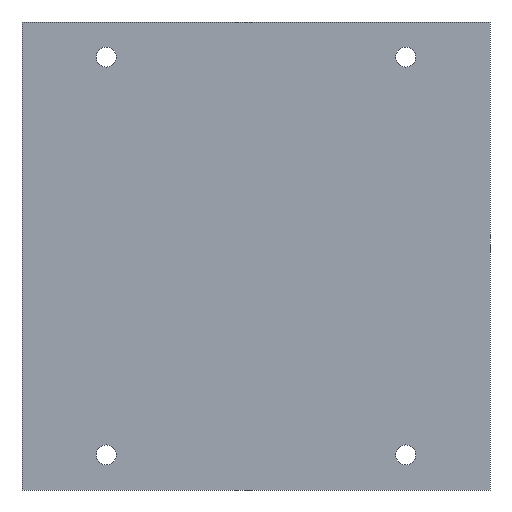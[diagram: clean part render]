
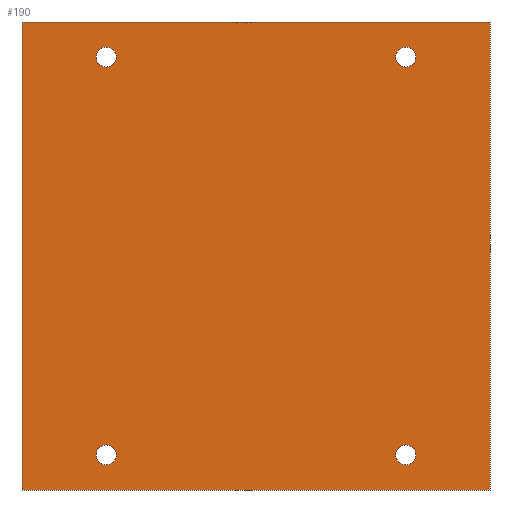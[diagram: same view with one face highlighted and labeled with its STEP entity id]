
A CAD part, front view. The second image highlights one B-rep face of the part: STEP entity #190.
In plain terms, the highlighted planar face has unit normal (0, -1, 0).
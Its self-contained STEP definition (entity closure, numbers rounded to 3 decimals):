
#20=CIRCLE('',#211,1.5);
#22=CIRCLE('',#214,1.5);
#24=CIRCLE('',#217,1.5);
#26=CIRCLE('',#220,1.5);
#56=ORIENTED_EDGE('',*,*,#88,.T.);
#57=ORIENTED_EDGE('',*,*,#86,.T.);
#58=ORIENTED_EDGE('',*,*,#84,.T.);
#59=ORIENTED_EDGE('',*,*,#82,.T.);
#60=ORIENTED_EDGE('',*,*,#74,.T.);
#61=ORIENTED_EDGE('',*,*,#78,.T.);
#62=ORIENTED_EDGE('',*,*,#81,.T.);
#63=ORIENTED_EDGE('',*,*,#91,.T.);
#74=EDGE_CURVE('',#95,#94,#110,.T.);
#78=EDGE_CURVE('',#94,#97,#114,.T.);
#81=EDGE_CURVE('',#97,#99,#117,.T.);
#82=EDGE_CURVE('',#100,#100,#20,.T.);
#84=EDGE_CURVE('',#102,#102,#22,.T.);
#86=EDGE_CURVE('',#104,#104,#24,.T.);
#88=EDGE_CURVE('',#106,#106,#26,.T.);
#91=EDGE_CURVE('',#99,#95,#119,.T.);
#94=VERTEX_POINT('',#281);
#95=VERTEX_POINT('',#283);
#97=VERTEX_POINT('',#289);
#99=VERTEX_POINT('',#295);
#100=VERTEX_POINT('',#299);
#102=VERTEX_POINT('',#304);
#104=VERTEX_POINT('',#309);
#106=VERTEX_POINT('',#314);
#110=LINE('',#282,#122);
#114=LINE('',#290,#126);
#117=LINE('',#296,#129);
#119=LINE('',#319,#131);
#122=VECTOR('',#231,1000.);
#126=VECTOR('',#237,1000.);
#129=VECTOR('',#242,1000.);
#131=VECTOR('',#270,1000.);
#144=EDGE_LOOP('',(#56));
#145=EDGE_LOOP('',(#57));
#146=EDGE_LOOP('',(#58));
#147=EDGE_LOOP('',(#59));
#148=EDGE_LOOP('',(#60,#61,#62,#63));
#166=FACE_BOUND('',#144,.T.);
#167=FACE_BOUND('',#145,.T.);
#168=FACE_BOUND('',#146,.T.);
#169=FACE_BOUND('',#147,.T.);
#170=FACE_BOUND('',#148,.T.);
#180=PLANE('',#223);
#190=ADVANCED_FACE('',(#166,#167,#168,#169,#170),#180,.T.);
#211=AXIS2_PLACEMENT_3D('',#298,#245,#246);
#214=AXIS2_PLACEMENT_3D('',#303,#251,#252);
#217=AXIS2_PLACEMENT_3D('',#308,#257,#258);
#220=AXIS2_PLACEMENT_3D('',#313,#263,#264);
#223=AXIS2_PLACEMENT_3D('',#320,#271,#272);
#231=DIRECTION('',(0.,0.,1.));
#237=DIRECTION('',(-1.,0.,0.));
#242=DIRECTION('',(0.,0.,-1.));
#245=DIRECTION('',(0.,1.,0.));
#246=DIRECTION('',(1.,0.,0.));
#251=DIRECTION('',(0.,1.,0.));
#252=DIRECTION('',(1.,0.,0.));
#257=DIRECTION('',(0.,1.,0.));
#258=DIRECTION('',(1.,0.,0.));
#263=DIRECTION('',(0.,1.,0.));
#264=DIRECTION('',(1.,0.,0.));
#270=DIRECTION('',(1.,0.,0.));
#271=DIRECTION('',(0.,-1.,0.));
#272=DIRECTION('',(0.,0.,-1.));
#281=CARTESIAN_POINT('',(35.,-5.,35.));
#282=CARTESIAN_POINT('',(35.,-5.,-35.));
#283=CARTESIAN_POINT('',(35.,-5.,-35.));
#289=CARTESIAN_POINT('',(-35.,-5.,35.));
#290=CARTESIAN_POINT('',(35.,-5.,35.));
#295=CARTESIAN_POINT('',(-35.,-5.,-35.));
#296=CARTESIAN_POINT('',(-35.,-5.,35.));
#298=CARTESIAN_POINT('',(-22.4,-5.,29.75));
#299=CARTESIAN_POINT('',(-20.9,-5.,29.75));
#303=CARTESIAN_POINT('',(22.4,-5.,29.75));
#304=CARTESIAN_POINT('',(23.9,-5.,29.75));
#308=CARTESIAN_POINT('',(22.4,-5.,-29.75));
#309=CARTESIAN_POINT('',(23.9,-5.,-29.75));
#313=CARTESIAN_POINT('',(-22.4,-5.,-29.75));
#314=CARTESIAN_POINT('',(-20.9,-5.,-29.75));
#319=CARTESIAN_POINT('',(-35.,-5.,-35.));
#320=CARTESIAN_POINT('',(0.,-5.,0.));
